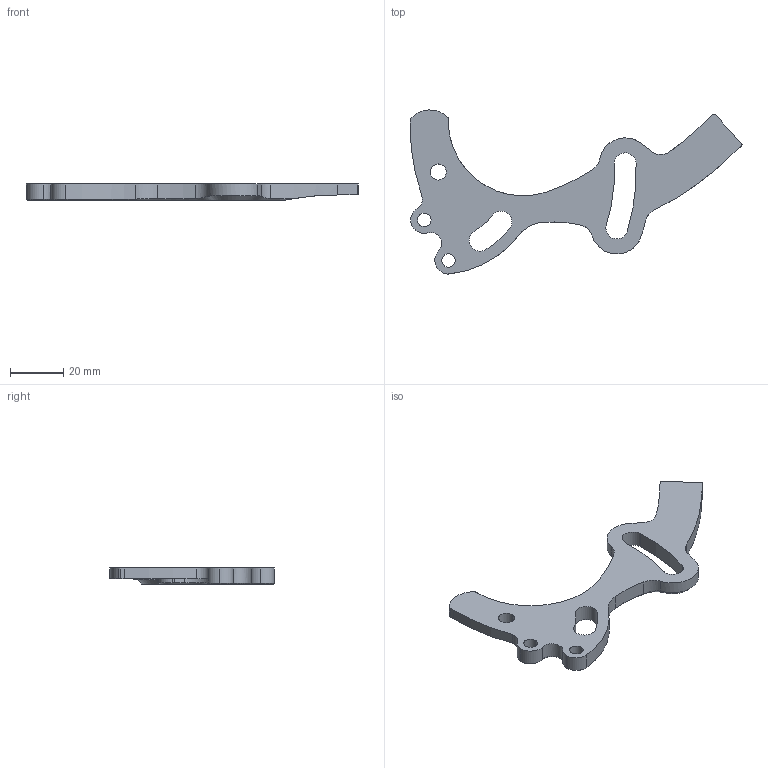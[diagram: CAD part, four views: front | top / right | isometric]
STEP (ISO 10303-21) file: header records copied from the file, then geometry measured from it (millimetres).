
FILE_DESCRIPTION (( 'STEP AP214' ), '1' );
FILE_NAME ('DSX035L.STEP', '2025-08-11T21:25:52', ( '' ), ( '' ), 'SwSTEP 2.0', 'SolidWorks 2023', '' );
FILE_SCHEMA (( 'AUTOMOTIVE_DESIGN' ));
Length unit declared in the file: inch
Products named in the file (1): DSX035L
Bounding box: 124.16 x 61.35 x 5.99 mm (x, y, z)
Volume: 13396.3 mm3; surface area: 8877.8 mm2
Topology: 1 solids, 1 shells, 139 faces, 385 edges, 250 vertices
Faces by surface type: cylinder 73, cone 46, plane 16, bspline 4
Entity records: 4771 total; most frequent: CARTESIAN_POINT 1146, DIRECTION 770, ORIENTED_EDGE 770, EDGE_CURVE 385, AXIS2_PLACEMENT_3D 311, VERTEX_POINT 250, CIRCLE 175, EDGE_LOOP 151
